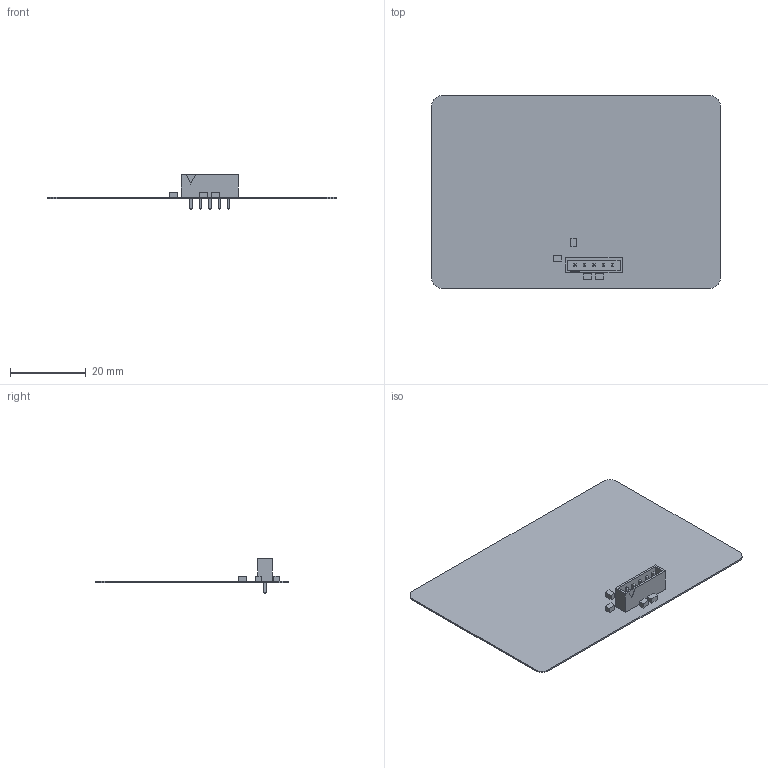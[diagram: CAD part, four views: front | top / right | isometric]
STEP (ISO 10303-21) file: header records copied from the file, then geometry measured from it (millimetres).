
FILE_DESCRIPTION(('Open CASCADE Model'),'2;1');
FILE_NAME('Open CASCADE Shape Model','2020-11-28T17:02:21',('Author'),( 'Open CASCADE'),'Open CASCADE STEP processor 6.8','Open CASCADE 6.8' ,'Unknown');
FILE_SCHEMA(('AUTOMOTIVE_DESIGN { 1 0 10303 214 1 1 1 1 }'));
Length unit declared in the file: millimetre
Products named in the file (15): PCB; Board; Open CASCADE STEP translator 6.8 6.1.1; R2; 5709466816; Extruded; R1; J1; 5709391696; Body; LeadsArray; C2; C1; 5709468976
Assembly tree (16 placements, depth 4):
  PCB
    Board
      Open CASCADE STEP translator 6.8 6.1.1
    R2
      5709466816
        Extruded
    R1
      5709466816
        Extruded
    J1
      5709391696
        Body
        LeadsArray
    C2
      5709466816
        Extruded
    C1
      5709468976
        Extruded
Bounding box: 76.2 x 50.8 x 9.2 mm (x, y, z)
Volume: 1824.6 mm3; surface area: 8485.6 mm2
Topology: 11 solids, 11 shells, 118 faces, 245 edges, 150 vertices
Faces by surface type: plane 114, cylinder 4
Entity records: 3065 total; most frequent: CARTESIAN_POINT 478, DIRECTION 475, ORIENTED_EDGE 442, EDGE_CURVE 221, LINE 213, VECTOR 213, VERTEX_POINT 134, AXIS2_PLACEMENT_3D 131
